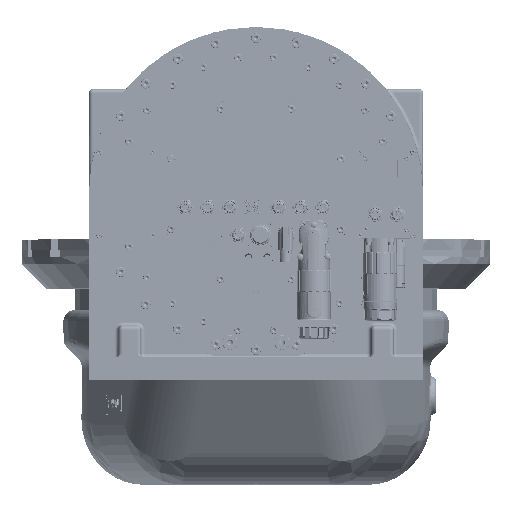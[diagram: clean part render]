
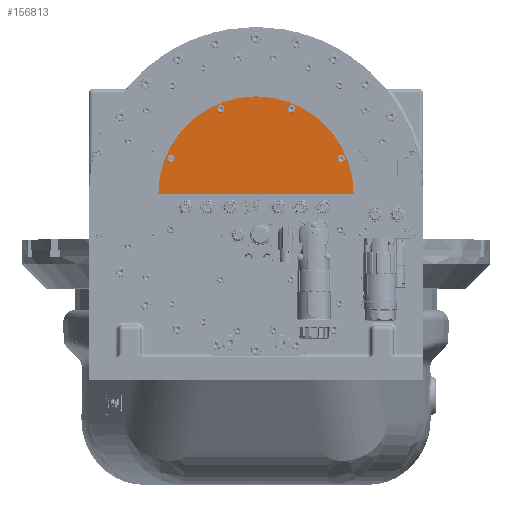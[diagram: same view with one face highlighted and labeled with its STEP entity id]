
A CAD part, top view. The second image highlights one B-rep face of the part: STEP entity #156813.
In plain terms, the highlighted planar face has unit normal (0, 0, 1).
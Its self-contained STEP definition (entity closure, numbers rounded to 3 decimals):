
#5155=FACE_BOUND('',#26580,.T.);
#5156=FACE_BOUND('',#26581,.T.);
#5157=FACE_BOUND('',#26582,.T.);
#5158=FACE_BOUND('',#26583,.T.);
#12612=PLANE('',#169384);
#18528=FACE_OUTER_BOUND('',#26579,.T.);
#26579=EDGE_LOOP('',(#134675,#134676));
#26580=EDGE_LOOP('',(#134677));
#26581=EDGE_LOOP('',(#134678));
#26582=EDGE_LOOP('',(#134679));
#26583=EDGE_LOOP('',(#134680));
#33569=CIRCLE('',#169382,131.5);
#33571=CIRCLE('',#169385,3.5);
#33572=CIRCLE('',#169386,3.5);
#33573=CIRCLE('',#169387,3.5);
#33574=CIRCLE('',#169388,3.5);
#44670=LINE('',#353949,#56443);
#56443=VECTOR('',#201780,10.);
#73712=VERTEX_POINT('',#353940);
#73713=VERTEX_POINT('',#353941);
#73716=VERTEX_POINT('',#353950);
#73717=VERTEX_POINT('',#353952);
#73718=VERTEX_POINT('',#353954);
#73719=VERTEX_POINT('',#353956);
#97655=EDGE_CURVE('',#73712,#73713,#33569,.T.);
#97659=EDGE_CURVE('',#73713,#73712,#44670,.T.);
#97660=EDGE_CURVE('',#73716,#73716,#33571,.T.);
#97661=EDGE_CURVE('',#73717,#73717,#33572,.T.);
#97662=EDGE_CURVE('',#73718,#73718,#33573,.T.);
#97663=EDGE_CURVE('',#73719,#73719,#33574,.T.);
#134675=ORIENTED_EDGE('',*,*,#97655,.T.);
#134676=ORIENTED_EDGE('',*,*,#97659,.T.);
#134677=ORIENTED_EDGE('',*,*,#97660,.T.);
#134678=ORIENTED_EDGE('',*,*,#97661,.T.);
#134679=ORIENTED_EDGE('',*,*,#97662,.T.);
#134680=ORIENTED_EDGE('',*,*,#97663,.T.);
#156813=ADVANCED_FACE('',(#18528,#5155,#5156,#5157,#5158),#12612,.F.);
#169382=AXIS2_PLACEMENT_3D('',#353942,#201772,#201773);
#169384=AXIS2_PLACEMENT_3D('',#353948,#201778,#201779);
#169385=AXIS2_PLACEMENT_3D('',#353951,#201781,#201782);
#169386=AXIS2_PLACEMENT_3D('',#353953,#201783,#201784);
#169387=AXIS2_PLACEMENT_3D('',#353955,#201785,#201786);
#169388=AXIS2_PLACEMENT_3D('',#353957,#201787,#201788);
#201772=DIRECTION('center_axis',(0.,0.,
1.));
#201773=DIRECTION('ref_axis',(1.,0.,0.));
#201778=DIRECTION('center_axis',(0.,0.,
-1.));
#201779=DIRECTION('ref_axis',(0.,1.,0.));
#201780=DIRECTION('',(1.,0.,0.));
#201781=DIRECTION('center_axis',(0.,0.,
-1.));
#201782=DIRECTION('ref_axis',(1.,0.,0.));
#201783=DIRECTION('center_axis',(0.,0.,
-1.));
#201784=DIRECTION('ref_axis',(1.,0.,0.));
#201785=DIRECTION('center_axis',(0.,0.,
-1.));
#201786=DIRECTION('ref_axis',(1.,0.,0.));
#201787=DIRECTION('center_axis',(0.,0.,
-1.));
#201788=DIRECTION('ref_axis',(1.,0.,0.));
#353940=CARTESIAN_POINT('',(131.5,0.,816.));
#353941=CARTESIAN_POINT('',(-131.5,0.,816.));
#353942=CARTESIAN_POINT('Origin',(0.,0.,
816.));
#353948=CARTESIAN_POINT('Origin',(0.,45.281,
816.));
#353949=CARTESIAN_POINT('',(-131.5,0.,816.));
#353950=CARTESIAN_POINT('',(-43.953,114.561,816.));
#353951=CARTESIAN_POINT('Origin',(-47.453,114.561,816.));
#353952=CARTESIAN_POINT('',(118.061,47.453,816.));
#353953=CARTESIAN_POINT('Origin',(114.561,47.453,816.));
#353954=CARTESIAN_POINT('',(50.953,114.561,816.));
#353955=CARTESIAN_POINT('Origin',(47.453,114.561,816.));
#353956=CARTESIAN_POINT('',(-111.061,47.453,816.));
#353957=CARTESIAN_POINT('Origin',(-114.561,47.453,816.));
